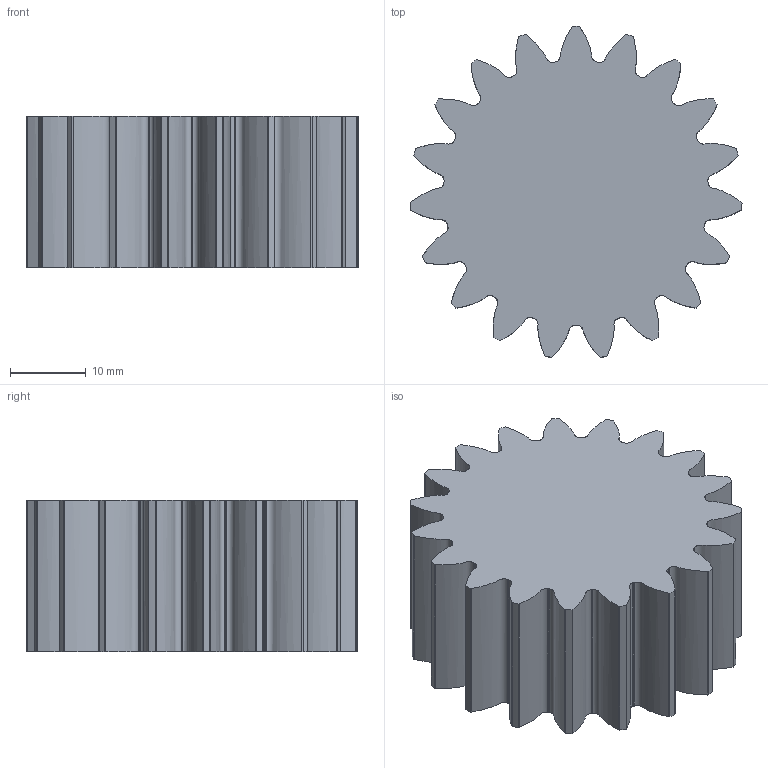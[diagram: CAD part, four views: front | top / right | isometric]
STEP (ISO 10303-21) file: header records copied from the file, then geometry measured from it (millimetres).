
FILE_DESCRIPTION( ( 'STEP AP203' ), '1' );
FILE_NAME( 'Medida M impar.stp', ' ', ( ' ' ), ( ' ' ), 'PSStep 18.0.17', ' ', ' ' );
FILE_SCHEMA( ( 'CONFIG_CONTROL_DESIGN' ) );
Length unit declared in the file: metre
Products named in the file (1): 1
Bounding box: 43.87 x 43.72 x 20 mm (x, y, z)
Volume: 24527.1 mm3; surface area: 7000.9 mm2
Topology: 1 solids, 1 shells, 135 faces, 399 edges, 266 vertices
Faces by surface type: bspline 114, cylinder 19, plane 2
Entity records: 13387 total; most frequent: CARTESIAN_POINT 10491, ORIENTED_EDGE 798, EDGE_CURVE 399, VERTEX_POINT 266, DIRECTION 253, B_SPLINE_CURVE_WITH_KNOTS 228, ADVANCED_FACE 135, FACE_OUTER_BOUND 135
